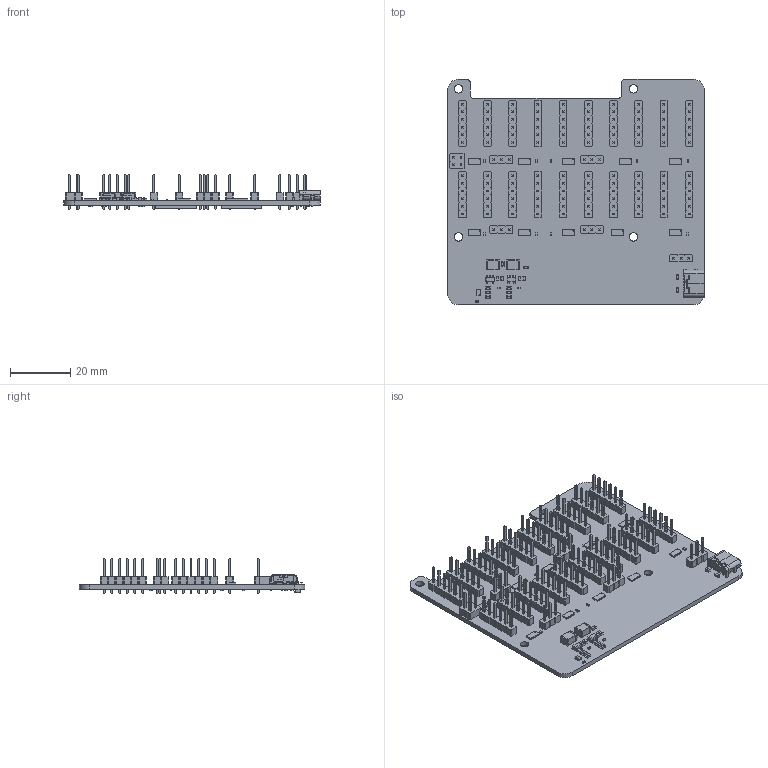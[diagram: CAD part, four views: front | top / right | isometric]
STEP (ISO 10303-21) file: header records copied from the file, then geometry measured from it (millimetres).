
FILE_DESCRIPTION(('KiCad electronic assembly'),'2;1');
FILE_NAME('VAAMAN KICAD 2.step','2025-05-16T17:18:04',('Pcbnew'),( 'Kicad'),'Open CASCADE STEP processor 7.7','KiCad to STEP converter' ,'Unknown');
FILE_SCHEMA(('AUTOMOTIVE_DESIGN { 1 0 10303 214 1 1 1 1 }'));
Length unit declared in the file: millimetre
Products named in the file (26): VAAMAN KICAD 2 1; R_0402_1005Metric; C_0603_1608Metric; TXB0108DQSR; DQS20; C_0402_1005Metric; PinHeader_1x06_P2.54mm_Vertical; PinHeader_1x06_P254mm_Vertical; PinHeader_1x03_P2.54mm_Vertical; PinHeader_1x03_P254mm_Vertical; L_1812_4532Metric; PinHeader_2x02_P2.54mm_Vertical; PinHeader_2x02_P254mm_Vertical; SOT-23-5; SOT_23_5; USB_C_Receptacle_GCT_USB4125-xx-x-0190_6P_TopMnt_Horizontal; USB_C_Receptacle_GCT_USB4125-xx-x_6P_TopMnt_Horizontal; TPS2117DRLR; TPS2116DRLR; DF40C-60DP; DF40C-40DP-0.4V.1; GPIO HAT 2_PCB
Assembly tree (108 placements, depth 3):
  VAAMAN KICAD 2 1
    R_0402_1005Metric  x13
      R_0402_1005Metric
    C_0603_1608Metric  x14
      C_0603_1608Metric
    TXB0108DQSR  x10
      DQS20
    C_0402_1005Metric  x24
      C_0402_1005Metric
    PinHeader_1x06_P2.54mm_Vertical  x20
      PinHeader_1x06_P254mm_Vertical
    PinHeader_1x03_P2.54mm_Vertical  x5
      PinHeader_1x03_P254mm_Vertical
    L_1812_4532Metric  x2
      L_1812_4532Metric
    PinHeader_2x02_P2.54mm_Vertical
      PinHeader_2x02_P254mm_Vertical
    SOT-23-5  x2
      SOT_23_5
    USB_C_Receptacle_GCT_USB4125-xx-x-0190_6P_TopMnt_Horizontal
      USB_C_Receptacle_GCT_USB4125-xx-x_6P_TopMnt_Horizontal
    TPS2117DRLR
      TPS2116DRLR
    DF40C-60DP  x2
      DF40C-40DP-0.4V.1
    GPIO HAT 2_PCB
Bounding box: 85 x 74.62 x 11.54 mm (x, y, z)
Volume: 12076.6 mm3; surface area: 21474.3 mm2
Topology: 330 solids, 330 shells, 9786 faces, 24775 edges, 16022 vertices
Faces by surface type: plane 8181, cylinder 1509, bspline 58, torus 24, cone 10, sphere 4
Full cylindrical faces by diameter (mm): 0.8 x2, 0.914 x120, 1 x19, 2.78 x4
Entity records: 84271 total; most frequent: CARTESIAN_POINT 13415, ORIENTED_EDGE 12944, DIRECTION 12740, EDGE_CURVE 6464, LINE 5114, VECTOR 5114, VERTEX_POINT 4188, AXIS2_PLACEMENT_3D 3813
